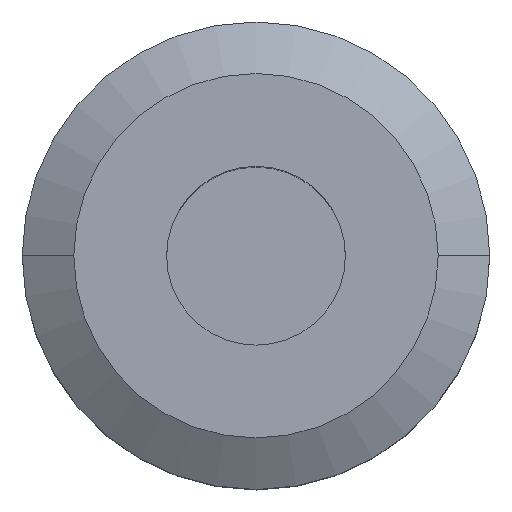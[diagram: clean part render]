
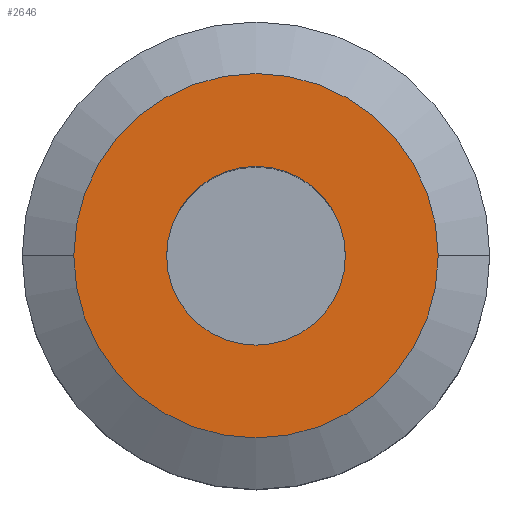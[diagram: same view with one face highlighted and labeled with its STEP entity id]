
A CAD part, top view. The second image highlights one B-rep face of the part: STEP entity #2646.
In plain terms, the highlighted planar face has unit normal (0, 0, 1).
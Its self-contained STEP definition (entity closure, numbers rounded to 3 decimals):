
#100 = CARTESIAN_POINT ( 'NONE',  ( -6.5, 0., 91.5 ) ) ;
#123 = CARTESIAN_POINT ( 'NONE',  ( 0., 0., 91.5 ) ) ;
#192 = FACE_BOUND ( 'NONE', #1889, .T. ) ;
#247 = EDGE_CURVE ( 'NONE', #791, #760, #1158, .T. ) ;
#325 = CARTESIAN_POINT ( 'NONE',  ( 13.25, 0., 91.5 ) ) ;
#418 = DIRECTION ( 'NONE',  ( 0., 0., -1. ) ) ;
#458 = ORIENTED_EDGE ( 'NONE', *, *, #3231, .T. ) ;
#489 = ORIENTED_EDGE ( 'NONE', *, *, #3305, .T. ) ;
#669 = DIRECTION ( 'NONE',  ( 0., 0., -1. ) ) ;
#729 = EDGE_CURVE ( 'NONE', #760, #791, #3442, .T. ) ;
#731 = DIRECTION ( 'NONE',  ( -1., 0., 0. ) ) ;
#760 = VERTEX_POINT ( 'NONE', #325 ) ;
#791 = VERTEX_POINT ( 'NONE', #1977 ) ;
#872 = CARTESIAN_POINT ( 'NONE',  ( 0., 13.25, 91.5 ) ) ;
#1158 = CIRCLE ( 'NONE', #2454, 13.25 ) ;
#1212 = CARTESIAN_POINT ( 'NONE',  ( 6.5, 0., 91.5 ) ) ;
#1234 = VERTEX_POINT ( 'NONE', #1212 ) ;
#1366 = DIRECTION ( 'NONE',  ( -1., 0., 0. ) ) ;
#1705 = DIRECTION ( 'NONE',  ( -1., 0., 0. ) ) ;
#1889 = EDGE_LOOP ( 'NONE', ( #458, #489 ) ) ;
#1923 = CARTESIAN_POINT ( 'NONE',  ( 0., 0., 91.5 ) ) ;
#1947 = AXIS2_PLACEMENT_3D ( 'NONE', #123, #669, #3068 ) ;
#1977 = CARTESIAN_POINT ( 'NONE',  ( -13.25, 0., 91.5 ) ) ;
#2184 = CARTESIAN_POINT ( 'NONE',  ( 0., 0., 91.5 ) ) ;
#2213 = DIRECTION ( 'NONE',  ( 0., 0., -1. ) ) ;
#2294 = EDGE_LOOP ( 'NONE', ( #2804, #3251 ) ) ;
#2305 = CARTESIAN_POINT ( 'NONE',  ( 0., 0., 91.5 ) ) ;
#2454 = AXIS2_PLACEMENT_3D ( 'NONE', #1923, #3005, #1366 ) ;
#2646 = ADVANCED_FACE ( 'NONE', ( #192, #2864 ), #2989, .T. ) ;
#2688 = AXIS2_PLACEMENT_3D ( 'NONE', #2184, #2213, #1705 ) ;
#2720 = AXIS2_PLACEMENT_3D ( 'NONE', #872, #2738, #3037 ) ;
#2738 = DIRECTION ( 'NONE',  ( 0., 0., 1. ) ) ;
#2756 = CIRCLE ( 'NONE', #3328, 6.5 ) ;
#2804 = ORIENTED_EDGE ( 'NONE', *, *, #247, .F. ) ;
#2864 = FACE_OUTER_BOUND ( 'NONE', #2294, .T. ) ;
#2989 = PLANE ( 'NONE',  #2720 ) ;
#3005 = DIRECTION ( 'NONE',  ( 0., 0., -1. ) ) ;
#3037 = DIRECTION ( 'NONE',  ( 1., 0., 0. ) ) ;
#3043 = CIRCLE ( 'NONE', #1947, 6.5 ) ;
#3068 = DIRECTION ( 'NONE',  ( -1., 0., 0. ) ) ;
#3231 = EDGE_CURVE ( 'NONE', #3287, #1234, #3043, .T. ) ;
#3251 = ORIENTED_EDGE ( 'NONE', *, *, #729, .F. ) ;
#3287 = VERTEX_POINT ( 'NONE', #100 ) ;
#3305 = EDGE_CURVE ( 'NONE', #1234, #3287, #2756, .T. ) ;
#3328 = AXIS2_PLACEMENT_3D ( 'NONE', #2305, #418, #731 ) ;
#3442 = CIRCLE ( 'NONE', #2688, 13.25 ) ;
